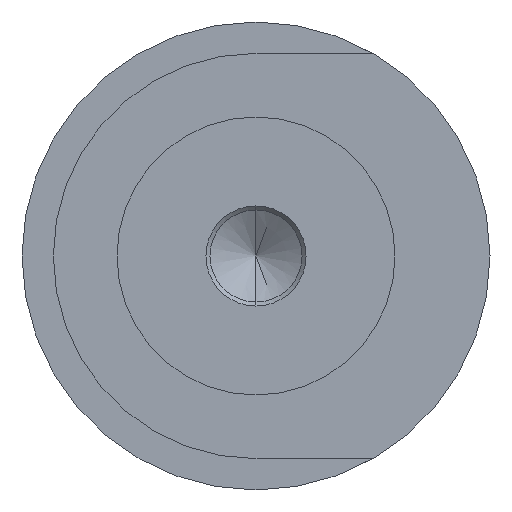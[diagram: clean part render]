
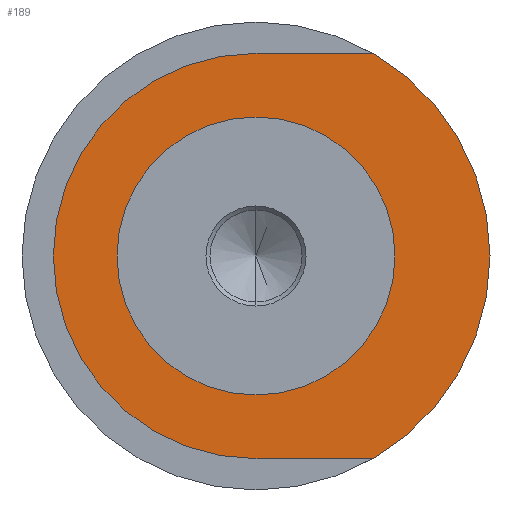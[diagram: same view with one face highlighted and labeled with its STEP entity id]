
A CAD part, left-side view. The second image highlights one B-rep face of the part: STEP entity #189.
In plain terms, the highlighted planar face has unit normal (-1, 0, 0).
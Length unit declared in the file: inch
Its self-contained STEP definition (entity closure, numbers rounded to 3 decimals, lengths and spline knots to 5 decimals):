
#33 = CARTESIAN_POINT ( 'NONE',  ( -2.16535, 0.297, 0. ) ) ;
#36 = CARTESIAN_POINT ( 'NONE',  ( -2.16535, 0., 0. ) ) ;
#41 = DIRECTION ( 'NONE',  ( 1., 0., 0. ) ) ;
#45 = CARTESIAN_POINT ( 'NONE',  ( -2.16535, 0., 0. ) ) ;
#80 = CARTESIAN_POINT ( 'NONE',  ( -2.16535, 0., 0.433 ) ) ;
#113 = DIRECTION ( 'NONE',  ( 0., -1., 0. ) ) ;
#115 = ORIENTED_EDGE ( 'NONE', *, *, #549, .F. ) ;
#131 = FACE_BOUND ( 'NONE', #480, .T. ) ;
#154 = AXIS2_PLACEMENT_3D ( 'NONE', #463, #390, #331 ) ;
#158 = CARTESIAN_POINT ( 'NONE',  ( -2.16535, -0.25002, 0.433 ) ) ;
#173 = CARTESIAN_POINT ( 'NONE',  ( -2.16535, 0., 0.433 ) ) ;
#180 = EDGE_CURVE ( 'NONE', #1015, #401, #582, .T. ) ;
#189 = ADVANCED_FACE ( 'NONE', ( #131, #219 ), #524, .F. ) ;
#197 = ORIENTED_EDGE ( 'NONE', *, *, #498, .F. ) ;
#205 = AXIS2_PLACEMENT_3D ( 'NONE', #699, #1014, #954 ) ;
#211 = DIRECTION ( 'NONE',  ( 0., 1., 0. ) ) ;
#219 = FACE_OUTER_BOUND ( 'NONE', #743, .T. ) ;
#292 = VERTEX_POINT ( 'NONE', #80 ) ;
#308 = EDGE_CURVE ( 'NONE', #904, #715, #418, .T. ) ;
#320 = EDGE_CURVE ( 'NONE', #715, #904, #403, .T. ) ;
#331 = DIRECTION ( 'NONE',  ( 0., -1., 0. ) ) ;
#351 = ORIENTED_EDGE ( 'NONE', *, *, #442, .T. ) ;
#377 = ORIENTED_EDGE ( 'NONE', *, *, #308, .F. ) ;
#390 = DIRECTION ( 'NONE',  ( -1., 0., 0. ) ) ;
#401 = VERTEX_POINT ( 'NONE', #991 ) ;
#403 = CIRCLE ( 'NONE', #1061, 0.297 ) ;
#418 = CIRCLE ( 'NONE', #154, 0.297 ) ;
#421 = ORIENTED_EDGE ( 'NONE', *, *, #597, .F. ) ;
#442 = EDGE_CURVE ( 'NONE', #642, #601, #850, .T. ) ;
#446 = CARTESIAN_POINT ( 'NONE',  ( -2.16535, -0.297, 0. ) ) ;
#463 = CARTESIAN_POINT ( 'NONE',  ( -2.16535, 0., 0. ) ) ;
#475 = CIRCLE ( 'NONE', #912, 0.433 ) ;
#480 = EDGE_LOOP ( 'NONE', ( #525, #377 ) ) ;
#498 = EDGE_CURVE ( 'NONE', #642, #292, #475, .T. ) ;
#503 = AXIS2_PLACEMENT_3D ( 'NONE', #36, #692, #211 ) ;
#504 = VECTOR ( 'NONE', #551, 39.37008 ) ;
#518 = DIRECTION ( 'NONE',  ( 1., 0., 0. ) ) ;
#523 = CARTESIAN_POINT ( 'NONE',  ( -2.16535, 0., 0. ) ) ;
#524 = PLANE ( 'NONE',  #503 ) ;
#525 = ORIENTED_EDGE ( 'NONE', *, *, #320, .F. ) ;
#549 = EDGE_CURVE ( 'NONE', #401, #601, #838, .T. ) ;
#551 = DIRECTION ( 'NONE',  ( 0., -1., 0. ) ) ;
#582 = CIRCLE ( 'NONE', #205, 0.5 ) ;
#587 = AXIS2_PLACEMENT_3D ( 'NONE', #523, #41, #774 ) ;
#597 = EDGE_CURVE ( 'NONE', #292, #1015, #965, .T. ) ;
#601 = VERTEX_POINT ( 'NONE', #960 ) ;
#642 = VERTEX_POINT ( 'NONE', #1043 ) ;
#691 = CARTESIAN_POINT ( 'NONE',  ( -2.16535, 0., -0.433 ) ) ;
#692 = DIRECTION ( 'NONE',  ( 1., 0., 0. ) ) ;
#699 = CARTESIAN_POINT ( 'NONE',  ( -2.16535, 0., 0. ) ) ;
#715 = VERTEX_POINT ( 'NONE', #33 ) ;
#743 = EDGE_LOOP ( 'NONE', ( #351, #115, #881, #421, #197 ) ) ;
#774 = DIRECTION ( 'NONE',  ( 0., 1., 0. ) ) ;
#779 = VECTOR ( 'NONE', #113, 39.37008 ) ;
#781 = DIRECTION ( 'NONE',  ( 0., 1., 0. ) ) ;
#838 = CIRCLE ( 'NONE', #587, 0.5 ) ;
#850 = LINE ( 'NONE', #691, #779 ) ;
#880 = CARTESIAN_POINT ( 'NONE',  ( -2.16535, 0., 0. ) ) ;
#881 = ORIENTED_EDGE ( 'NONE', *, *, #180, .F. ) ;
#891 = DIRECTION ( 'NONE',  ( 0., -1., 0. ) ) ;
#904 = VERTEX_POINT ( 'NONE', #446 ) ;
#912 = AXIS2_PLACEMENT_3D ( 'NONE', #45, #518, #781 ) ;
#954 = DIRECTION ( 'NONE',  ( 0., 1., 0. ) ) ;
#960 = CARTESIAN_POINT ( 'NONE',  ( -2.16535, -0.25002, -0.433 ) ) ;
#965 = LINE ( 'NONE', #173, #504 ) ;
#991 = CARTESIAN_POINT ( 'NONE',  ( -2.16535, -0.5, 0. ) ) ;
#1014 = DIRECTION ( 'NONE',  ( 1., 0., 0. ) ) ;
#1015 = VERTEX_POINT ( 'NONE', #158 ) ;
#1043 = CARTESIAN_POINT ( 'NONE',  ( -2.16535, 0., -0.433 ) ) ;
#1051 = DIRECTION ( 'NONE',  ( -1., 0., 0. ) ) ;
#1061 = AXIS2_PLACEMENT_3D ( 'NONE', #880, #1051, #891 ) ;
